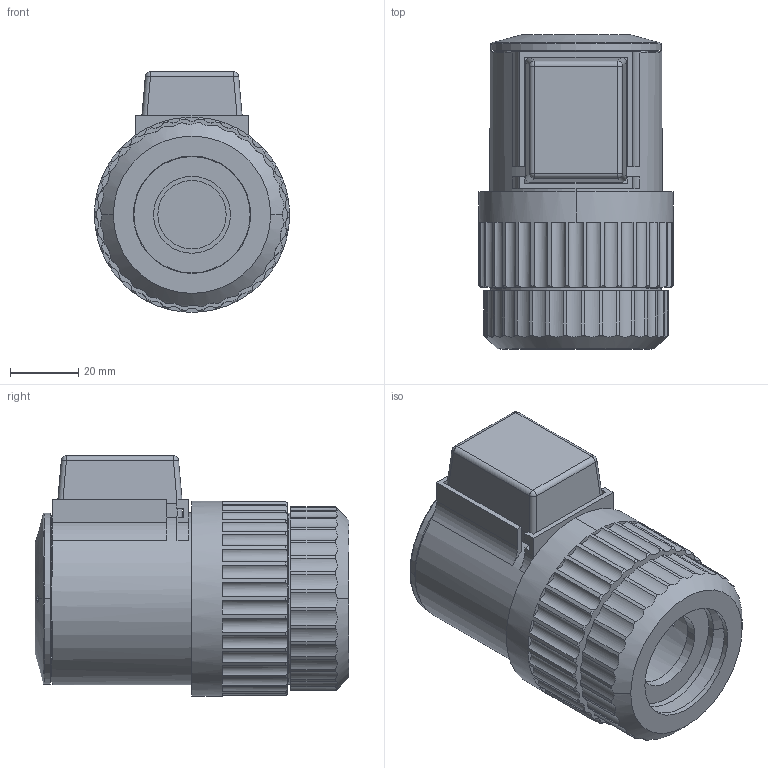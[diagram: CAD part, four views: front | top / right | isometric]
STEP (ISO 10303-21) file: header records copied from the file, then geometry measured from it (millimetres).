
FILE_DESCRIPTION((''),'2;1');
FILE_NAME('082F0001','2015-04-03T',('u317927'),('Danfoss'),'PRO/ENGINEER BY PARAMETRIC TECHNOLOGY CORPORATION, 2014000','PRO/ENGINEER BY PARAMETRIC TECHNOLOGY CORPORATION, 2014000','');
FILE_SCHEMA(('CONFIG_CONTROL_DESIGN'));
Length unit declared in the file: millimetre
Products named in the file (1): 082F0001
Bounding box: 57 x 91.8 x 70.3 mm (x, y, z)
Volume: 91055.5 mm3; surface area: 56578.2 mm2
Topology: 1 solids, 1 shells, 514 faces, 1477 edges, 966 vertices
Faces by surface type: plane 250, cylinder 194, cone 42, torus 22, sphere 4, bspline 2
Entity records: 17746 total; most frequent: CARTESIAN_POINT 3940, ORIENTED_EDGE 2954, DIRECTION 2931, EDGE_CURVE 1477, AXIS2_PLACEMENT_3D 1092, VERTEX_POINT 966, VECTOR 747, LINE 747
